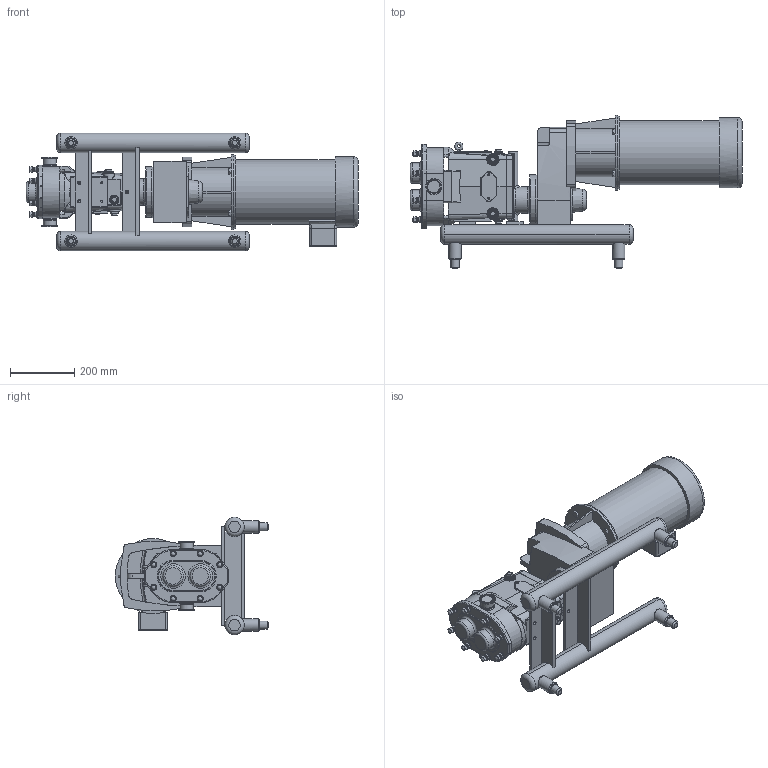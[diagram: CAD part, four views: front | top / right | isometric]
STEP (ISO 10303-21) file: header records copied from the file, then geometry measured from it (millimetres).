
FILE_DESCRIPTION(/* description */ (''),/* implementation_level */ '2;1');
FILE_NAME(/* name */ 'U1_030U1_184TC_1.5x1.5_S-Line_5HP_LH_SM.stp',/* time_stamp */ '2021-05-24T16:21:15+06:00',/* author */ ('trtmhr'),/* organization */ (''),/* preprocessor_version */ 'ST-DEVELOPER v18.1',/* originating_system */ 'Autodesk Inventor 2020',/* authorisation */ '');
FILE_SCHEMA (('AUTOMOTIVE_DESIGN { 1 0 10303 214 3 1 1 }'));
Length unit declared in the file: inch
Products named in the file (1): U1_030U1_184TC_1.5x1.5_S-Line_5HP_LH_SM
Bounding box: 1029.92 x 476.09 x 365.12 mm (x, y, z)
Volume: 35057031.8 mm3; surface area: 1425299.5 mm2
Topology: 4 solids, 4 shells, 1052 faces, 2788 edges, 1820 vertices
Faces by surface type: plane 497, cylinder 283, bspline 102, torus 95, cone 59, sphere 16
Full cylindrical faces by diameter (mm): 6.35 x4, 7.62 x2, 7.798 x1, 10.312 x3, 14.275 x8, 15.24 x1, 19.05 x8, 23.876 x3, 25.4 x9, 29.21 x2, 31.75 x3, 35.052 x6, 38.1 x6, 41.275 x4, 42.291 x2, 50.495 x2, 63.5 x2, 82.55 x1, 158.217 x1, 158.242 x1, 199.542 x1, 218.338 x1, 227.559 x1, 232.994 x1
Entity records: 35785 total; most frequent: CARTESIAN_POINT 9413, ORIENTED_EDGE 5550, DIRECTION 5504, EDGE_CURVE 2775, AXIS2_PLACEMENT_3D 2077, VERTEX_POINT 1820, LINE 1350, VECTOR 1350
